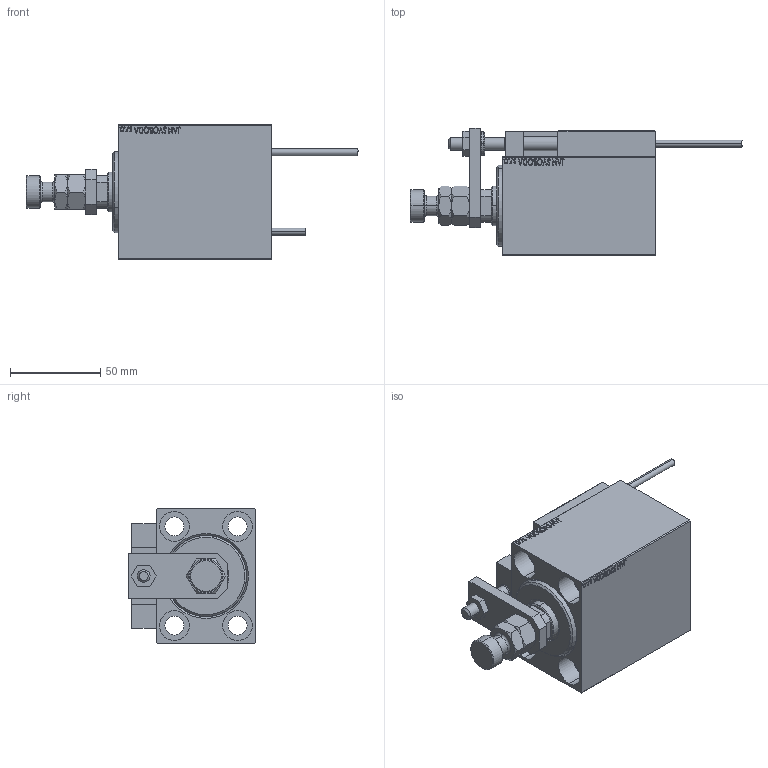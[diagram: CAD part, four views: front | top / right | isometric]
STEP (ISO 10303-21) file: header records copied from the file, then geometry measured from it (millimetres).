
FILE_DESCRIPTION (( 'STEP AP203' ), '1' );
FILE_NAME ('883a.STEP', '2024-02-12T10:19:45', ( '' ), ( '' ), 'SwSTEP 2.0', 'SolidWorks 2019', '' );
FILE_SCHEMA (( 'CONFIG_CONTROL_DESIGN' ));
Length unit declared in the file: millimetre
Products named in the file (16): 883a; MAGNET b22b0b314aae4cf1f2333b8ce9462232; NUT_D12 b22b0b314aae4cf1f2333b8ce9462232; TYC_L79 b22b0b314aae4cf1f2333b8ce9462232; V450CM_C_Body b22b0b314aae4cf1f2333b8ce9462232; ALLEN BOLT D5 b22b0b314aae4cf1f2333b8ce9462232; V450CM_VC_B b22b0b314aae4cf1f2333b8ce9462232; SWITCH X b22b0b314aae4cf1f2333b8ce9462232; SWITCH DIM B,W b22b0b314aae4cf1f2333b8ce9462232; ZARAZKA b22b0b314aae4cf1f2333b8ce9462232; ALLEN BOLT D8 b22b0b314aae4cf1f2333b8ce9462232; SWITCH_X_FRONT_BACK b22b0b314aae4cf1f2333b8ce9462232; KONCOVKA b22b0b314aae4cf1f2333b8ce9462232; V450CM_C_VCP b22b0b314aae4cf1f2333b8ce9462232; X_Y_MFA b22b0b314aae4cf1f2333b8ce9462232; Block b22b0b314aae4cf1f2333b8ce9462232
Assembly tree (25 placements, depth 3):
  883a
    V450CM_C_Body b22b0b314aae4cf1f2333b8ce9462232
    SWITCH X b22b0b314aae4cf1f2333b8ce9462232
      SWITCH_X_FRONT_BACK b22b0b314aae4cf1f2333b8ce9462232  x2
      TYC_L79 b22b0b314aae4cf1f2333b8ce9462232
      Block b22b0b314aae4cf1f2333b8ce9462232  x2
      ALLEN BOLT D5 b22b0b314aae4cf1f2333b8ce9462232  x4
      ALLEN BOLT D8 b22b0b314aae4cf1f2333b8ce9462232  x4
      MAGNET b22b0b314aae4cf1f2333b8ce9462232  x2
      KONCOVKA b22b0b314aae4cf1f2333b8ce9462232  x2
    NUT_D12 b22b0b314aae4cf1f2333b8ce9462232
    SWITCH DIM B,W b22b0b314aae4cf1f2333b8ce9462232
    ZARAZKA b22b0b314aae4cf1f2333b8ce9462232
    V450CM_C_VCP b22b0b314aae4cf1f2333b8ce9462232
    V450CM_VC_B b22b0b314aae4cf1f2333b8ce9462232
    X_Y_MFA b22b0b314aae4cf1f2333b8ce9462232
Bounding box: 184 x 70.5 x 75 mm (x, y, z)
Volume: 357621.6 mm3; surface area: 92418 mm2
Topology: 24 solids, 24 shells, 1324 faces, 3150 edges, 2005 vertices
Faces by surface type: plane 574, bspline 380, cylinder 184, cone 134, torus 48, sphere 4
Entity records: 51536 total; most frequent: CARTESIAN_POINT 26397, ORIENTED_EDGE 5320, DIRECTION 3608, EDGE_CURVE 2660, VERTEX_POINT 1729, LINE 1496, VECTOR 1496, EDGE_LOOP 1233
